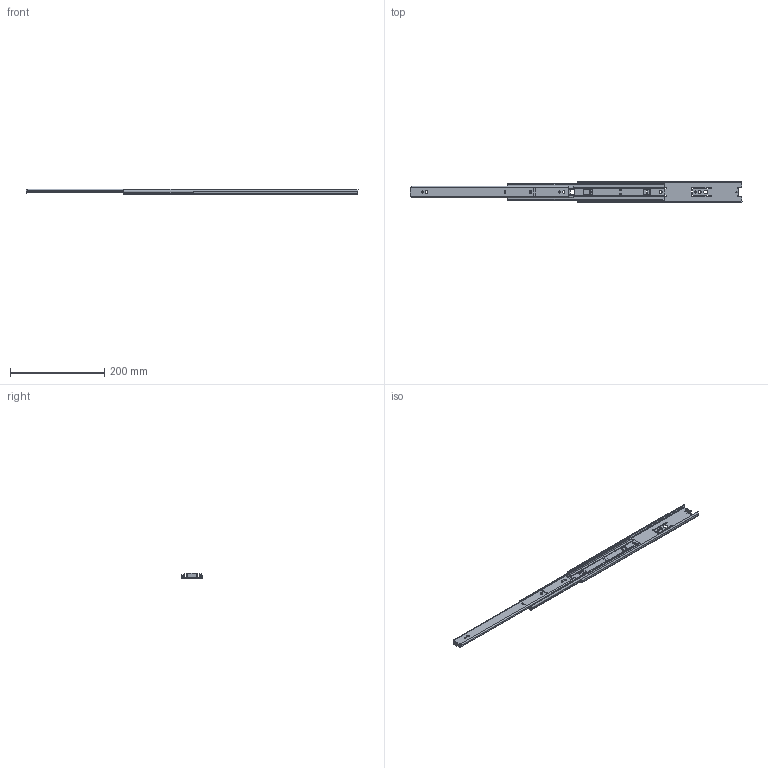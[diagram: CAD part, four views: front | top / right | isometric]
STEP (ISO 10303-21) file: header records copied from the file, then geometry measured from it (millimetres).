
FILE_DESCRIPTION (( 'STEP AP203' ), '1' );
FILE_NAME ('4600-62-14組合.STEP', '2023-02-16T01:00:40', ( '' ), ( '' ), 'SwSTEP 2.0', 'SolidWorks 2021', '' );
FILE_SCHEMA (( 'CONFIG_CONTROL_DESIGN' ));
Length unit declared in the file: millimetre
Products named in the file (4): 4600-62-14組合; 46006203-14-內軌; 46006202-14-1中軌; 46006201-14-外軌
Assembly tree (3 placements, depth 2):
  4600-62-14組合
    46006201-14-外軌
    46006202-14-1中軌
    46006203-14-內軌
Bounding box: 705.9 x 45.4 x 12.7 mm (x, y, z)
Volume: 61309.5 mm3; surface area: 101673 mm2
Topology: 4 solids, 4 shells, 345 faces, 997 edges, 658 vertices
Faces by surface type: plane 187, cylinder 149, bspline 9
Entity records: 12371 total; most frequent: CARTESIAN_POINT 2591, ORIENTED_EDGE 1994, DIRECTION 1940, EDGE_CURVE 997, VERTEX_POINT 658, VECTOR 652, LINE 652, AXIS2_PLACEMENT_3D 644
